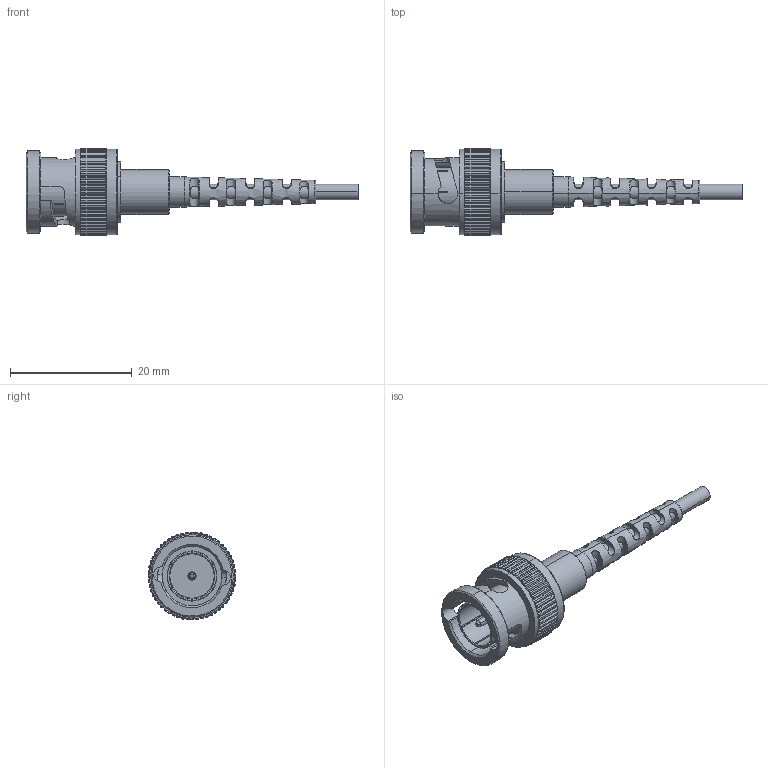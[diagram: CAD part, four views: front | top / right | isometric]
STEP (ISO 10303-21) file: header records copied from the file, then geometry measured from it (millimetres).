
FILE_DESCRIPTION (( 'STEP AP203' ), '1' );
FILE_NAME ('BNC PLUG ASSY - 2.STEP', '2025-03-10T02:27:52', ( '' ), ( '' ), 'SwSTEP 2.0', 'SolidWorks 2022', '' );
FILE_SCHEMA (( 'CONFIG_CONTROL_DESIGN' ));
Length unit declared in the file: millimetre
Products named in the file (1): BNC PLUG ASSY - 2
Bounding box: 54.54 x 14.45 x 14.45 mm (x, y, z)
Volume: 2136.1 mm3; surface area: 2281.8 mm2
Topology: 1 solids, 2 shells, 573 faces, 1400 edges, 861 vertices
Faces by surface type: plane 300, cylinder 130, torus 122, cone 21
Entity records: 18486 total; most frequent: CARTESIAN_POINT 5409, ORIENTED_EDGE 2800, DIRECTION 2631, EDGE_CURVE 1400, AXIS2_PLACEMENT_3D 1039, VERTEX_POINT 861, EDGE_LOOP 609, FACE_OUTER_BOUND 573
